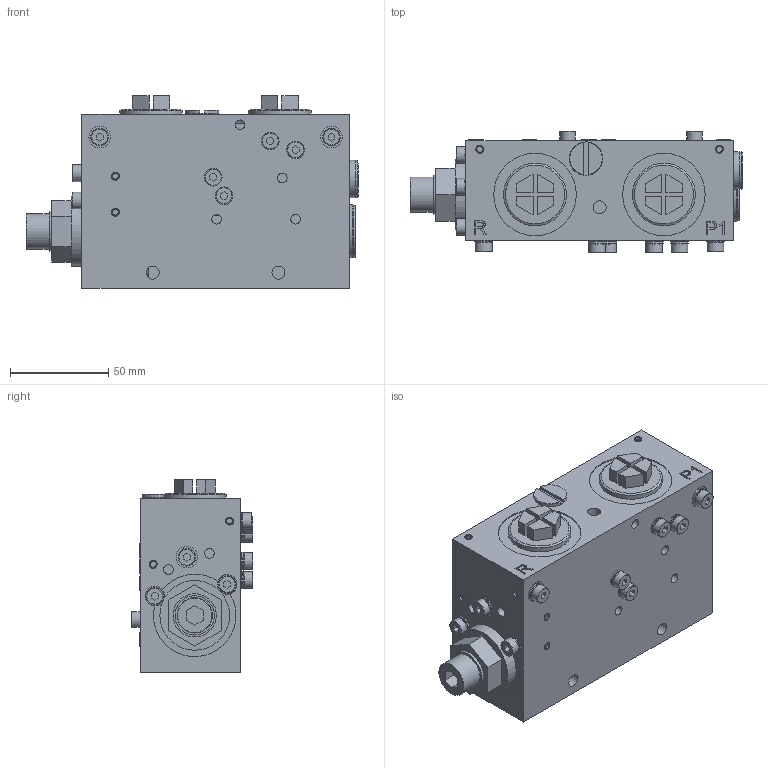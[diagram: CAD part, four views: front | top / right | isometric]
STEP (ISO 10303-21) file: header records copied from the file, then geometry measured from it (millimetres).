
FILE_DESCRIPTION(/* description */ ('Unknown'),/* implementation_level */ '2;1');
FILE_NAME(/* name */ 'AP-1610-508R-D-step',/* time_stamp */ '2021-03-11T13:08:29+01:00',/* author */ ('Unknown'),/* organization */ ('Unknown'),/* preprocessor_version */ 'ST-DEVELOPER v16.7',/* originating_system */ 'DEX',/* authorisation */ $);
FILE_SCHEMA (('AUTOMOTIVE_DESIGN {1 0 10303 214 3 1 1}'));
Length unit declared in the file: millimetre
Products named in the file (46): AP-1610-508R-D; AP-1610-R11-121_oa_0; WT-2000-057; WU-4604-040_oa_1; WU-1505-006_oa_2; WU-4604-040_oa_3; WV-7305-005_oa_4; AP-1610-001-020-A_oa_5; WU-4604-040_oa_6; AP-1610-001-018-A_oa_7; WW-5311-008_oa_8; XO-0008-026_oa_9; XO-0008-026_oa_10; WU-1505-006_oa_11; WU-1505-006_oa_12; WU-1505-006_oa_13; WU-1505-006_oa_14; WT-2601-115; AP-1630-001-002; AP-1610-001-002-A_oa_15; WT-4015-001; HR-0111-039_oa_16; HR-0111-037_oa_17; AP-1610-001-024-A_oa_18; AP-1610-011-022_oa_19; WT-2600-516; WW-5441-010_oa_20; WT-2603-016; WU-4604-040_oa_21; WU-1505-006_oa_22; WU-1505-006_oa_23; WU-1505-006_oa_24; WU-4604-040_oa_25; WU-4208-012_oa_26; WU-4604-040_oa_27; WU-4208-012_oa_28; WW-5440-004_oa_29; WU-4604-040_oa_30; WU-4604-040_oa_31; WS-0051-060_oa_32 ...
Assembly tree (57 placements, depth 2):
  AP-1610-508R-D
    AP-1610-R11-121_oa_0
    WT-2000-057  x9
    WU-4604-040_oa_1
    WU-1505-006_oa_2
    WU-4604-040_oa_3
    WV-7305-005_oa_4
    AP-1610-001-020-A_oa_5
    WU-4604-040_oa_6
    AP-1610-001-018-A_oa_7
    WW-5311-008_oa_8
    XO-0008-026_oa_9
    XO-0008-026_oa_10
    WU-1505-006_oa_11
    WU-1505-006_oa_12
    WU-1505-006_oa_13
    WU-1505-006_oa_14
    WT-2601-115
    AP-1630-001-002
    AP-1610-001-002-A_oa_15
    WT-4015-001
    HR-0111-039_oa_16
    HR-0111-037_oa_17
    AP-1610-001-024-A_oa_18
    AP-1610-011-022_oa_19
    WT-2600-516  x5
    WW-5441-010_oa_20
    WT-2603-016
    WU-4604-040_oa_21
    WU-1505-006_oa_22
    WU-1505-006_oa_23
    WU-1505-006_oa_24
    WU-4604-040_oa_25
    WU-4208-012_oa_26
    WU-4604-040_oa_27
    WU-4208-012_oa_28
    WW-5440-004_oa_29
    WU-4604-040_oa_30
    WU-4604-040_oa_31
    WS-0051-060_oa_32
    WS-0051-120_oa_33
    WU-4604-040_oa_34
    WU-1505-006_oa_35
    AP-1610-001-021-A_oa_36
    WU-4604-040_oa_37
    WT-2000-127
Bounding box: 169 x 61.75 x 98.1 mm (x, y, z)
Volume: 235972.6 mm3; surface area: 118983.1 mm2
Topology: 63 solids, 63 shells, 1205 faces, 2486 edges, 1669 vertices
Faces by surface type: plane 656, cylinder 417, cone 66, torus 46, bspline 20
Full cylindrical faces by diameter (mm): 2 x2, 3 x11, 3.75 x97, 4 x122, 4.134 x9, 4.917 x6, 5 x9, 5.7 x9, 6.647 x10, 7.7 x18, 7.8 x5, 8 x4, 8.5 x9, 9 x9, 10 x5, 10.106 x1, 10.95 x1, 11 x3, 11.445 x1, 12 x1, 12.38 x1, 12.7 x1, 13 x2, 13.917 x1, 14.7 x2, 15 x3, 16 x1, 17 x2, 18 x1, 18.8 x1
Entity records: 33790 total; most frequent: CARTESIAN_POINT 6433, DIRECTION 4900, ORIENTED_EDGE 3560, AXIS2_PLACEMENT_3D 2063, FACE_BOUND 1937, EDGE_LOOP 1918, EDGE_CURVE 1780, VERTEX_POINT 1441
